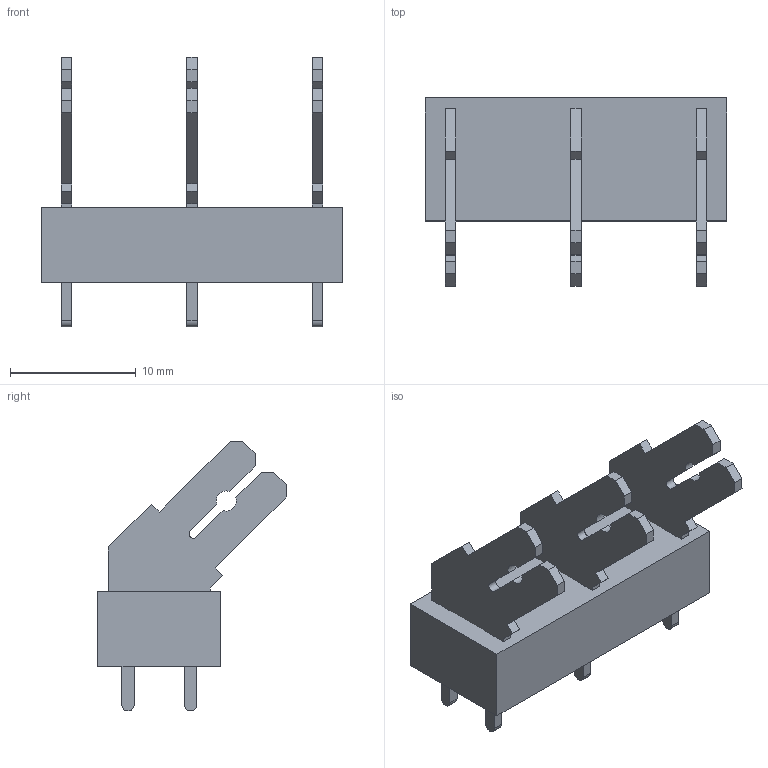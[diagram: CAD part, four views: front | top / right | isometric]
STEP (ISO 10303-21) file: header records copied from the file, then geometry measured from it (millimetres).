
FILE_DESCRIPTION(('CATIA V5 STEP Exchange','CAx-IF Rec.Pracs.--- Model Styling and Organization---1.2---2011-12-15'),'2;1');
FILE_NAME ('D1464988_0_9512100000_9512100000.stp','2018-08-31T15:28:12+00:00',('none'),('Weidmueller'),'CATIA Version 5-6 Release 2014','CATIA V5 STEP AP214','none');
FILE_SCHEMA(('AUTOMOTIVE_DESIGN { 1 0 10303 214 1 1 1 1 }'));
Length unit declared in the file: millimetre
Products named in the file (1): 9512100000
Bounding box: 24 x 15.01 x 21.5 mm (x, y, z)
Volume: 1635.2 mm3; surface area: 1873.3 mm2
Topology: 4 solids, 4 shells, 126 faces, 366 edges, 248 vertices
Faces by surface type: plane 111, cylinder 15
Entity records: 3761 total; most frequent: ORIENTED_EDGE 732, CARTESIAN_POINT 666, DIRECTION 468, EDGE_CURVE 366, VECTOR 336, LINE 336, VERTEX_POINT 248, EDGE_LOOP 138
